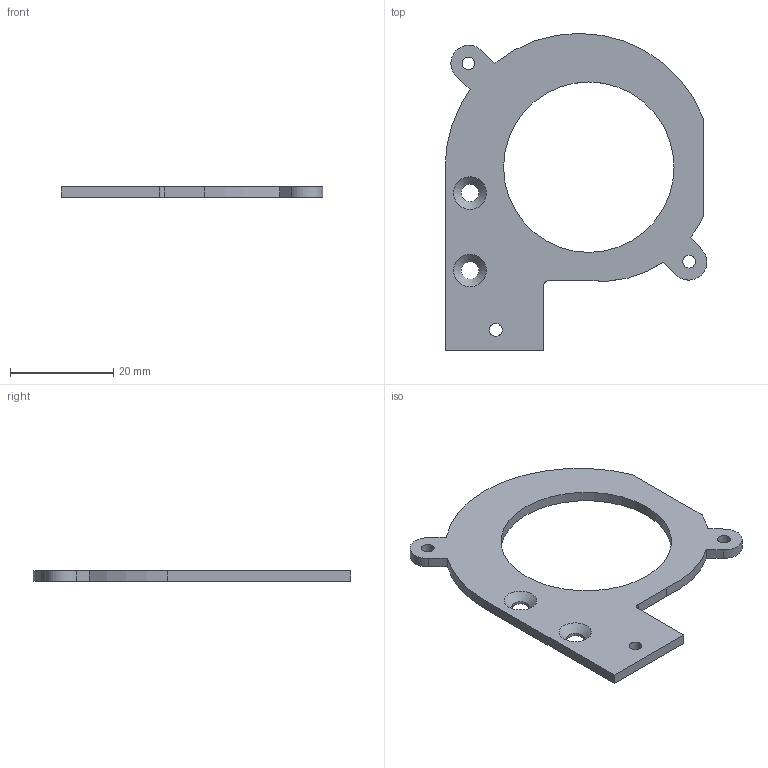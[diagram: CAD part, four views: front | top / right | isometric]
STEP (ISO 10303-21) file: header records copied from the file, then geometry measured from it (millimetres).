
FILE_DESCRIPTION(('FreeCAD Model'),'2;1');
FILE_NAME('extruder-blower-support.step','2014-12-08T18:53:43',('FreeCAD'),('FreeCAD'), 'Open CASCADE STEP processor 6.7','FreeCAD','Unknown');
FILE_SCHEMA(('AUTOMOTIVE_DESIGN_CC2 { 1 2 10303 214 -1 1 5 4 }'));
Length unit declared in the file: millimetre
Products named in the file (1): Extruder-blower-support-final
Bounding box: 50.65 x 61.4 x 2 mm (x, y, z)
Volume: 3025.4 mm3; surface area: 3769.7 mm2
Topology: 1 solids, 1 shells, 26 faces, 70 edges, 46 vertices
Faces by surface type: cylinder 13, plane 11, cone 2
Full cylindrical faces by diameter (mm): 2.46 x3, 3.4 x2, 33 x1
Entity records: 1855 total; most frequent: CARTESIAN_POINT 443, DIRECTION 262, LINE 152, VECTOR 152, ORIENTED_EDGE 140, PCURVE 140, DEFINITIONAL_REPRESENTATION 140, EDGE_CURVE 70
